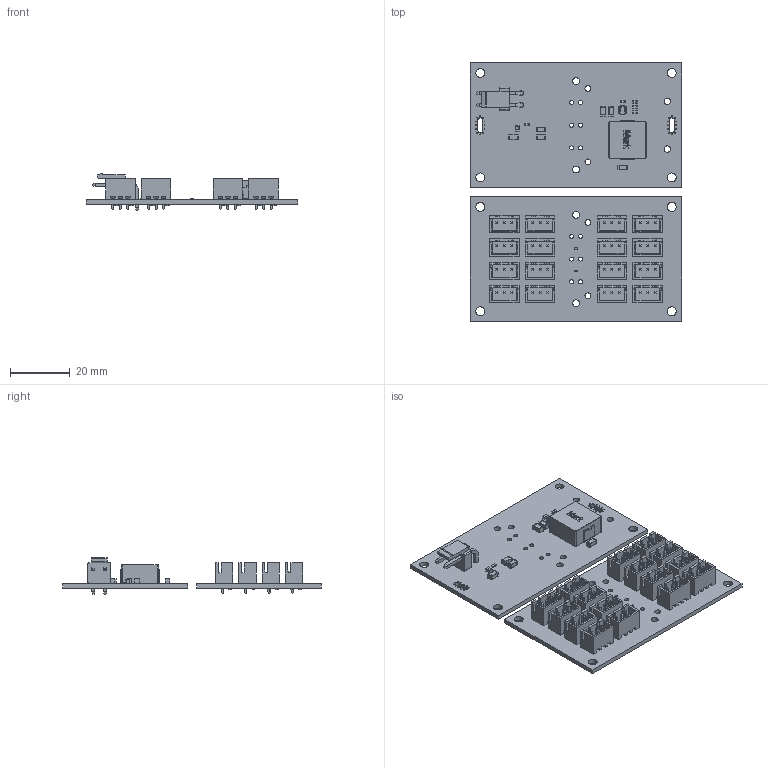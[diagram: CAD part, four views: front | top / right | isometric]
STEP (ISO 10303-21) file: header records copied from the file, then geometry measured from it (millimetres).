
FILE_DESCRIPTION(('KiCad electronic assembly'),'2;1');
FILE_NAME('A3_Modular_Power_Supply.step','2025-11-13T18:46:23',('Pcbnew' ),('Kicad'),'Open CASCADE STEP processor 7.9', 'KiCad to STEP converter','Unknown');
FILE_SCHEMA(('AUTOMOTIVE_DESIGN { 1 0 10303 214 1 1 1 1 }'));
Length unit declared in the file: millimetre
Products named in the file (13): A3_Modular_Power_Supply 1; JST_XH_B3B-XH-A_1x03_P2.50mm_Vertical; C_0603_1608Metric; C_1206_3216Metric; C_0805_2012Metric; B2PS-VH; SRP1265A series; D_SOD-923; R_0603_1608Metric; SOT-23-8; Fuse_0603_1608Metric; A3_Modular_Power_Supply_PCB_1; A3_Modular_Power_Supply_PCB_2
Assembly tree (67 placements, depth 2):
  A3_Modular_Power_Supply 1
    JST_XH_B3B-XH-A_1x03_P2.50mm_Vertical  x16
    C_0603_1608Metric  x2
    C_1206_3216Metric  x6
    C_0805_2012Metric
    B2PS-VH
    SRP1265A series
    D_SOD-923  x2
    R_0603_1608Metric  x3
    SOT-23-8
    Fuse_0603_1608Metric  x32
    A3_Modular_Power_Supply_PCB_1
    A3_Modular_Power_Supply_PCB_2
Bounding box: 70.87 x 86.57 x 12.32 mm (x, y, z)
Volume: 13431.2 mm3; surface area: 23597.7 mm2
Topology: 76 solids, 76 shells, 3582 faces, 9423 edges, 6110 vertices
Faces by surface type: plane 2874, cylinder 634, bspline 37, extrusion 33, cone 4
Full cylindrical faces by diameter (mm): 0.3 x24, 0.95 x48, 1.35 x12, 1.7 x2, 2 x4, 2.15 x2, 2.3 x4, 3 x8
Entity records: 30882 total; most frequent: CARTESIAN_POINT 7302, ORIENTED_EDGE 4104, DIRECTION 3968, EDGE_CURVE 2052, VECTOR 1436, LINE 1403, VERTEX_POINT 1334, AXIS2_PLACEMENT_3D 1266
